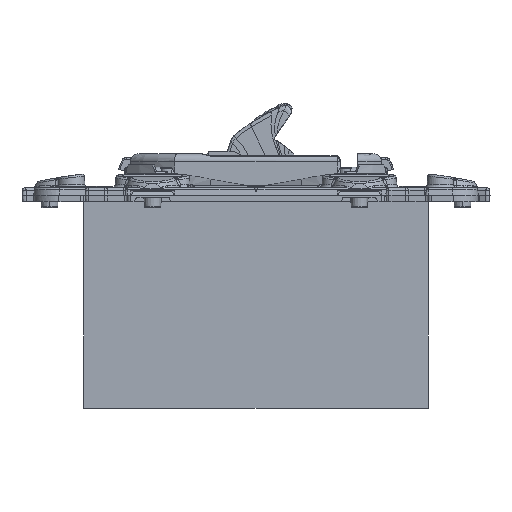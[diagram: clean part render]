
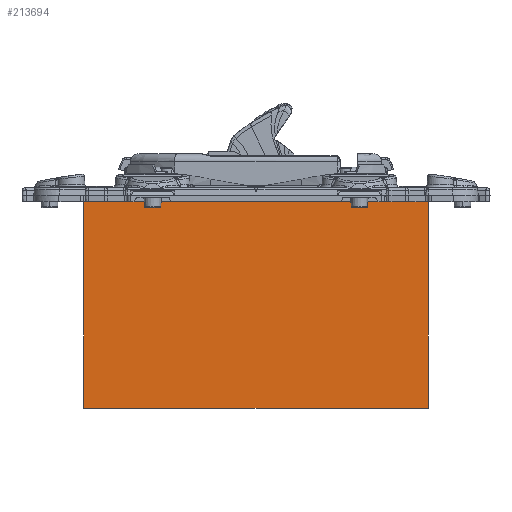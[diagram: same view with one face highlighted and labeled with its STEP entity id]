
A CAD part, left-side view. The second image highlights one B-rep face of the part: STEP entity #213694.
In plain terms, the highlighted planar face has unit normal (-1, 0, 0).
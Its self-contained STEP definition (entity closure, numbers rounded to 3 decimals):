
#213667=AXIS2_PLACEMENT_3D('Plane Axis2P3D',#213664,#213665,#213666) ;
#9990=CARTESIAN_POINT('Vertex',(-27.5,9.38,0.)) ;
#9997=CARTESIAN_POINT('Vertex',(-27.5,4.117,0.)) ;
#11967=CARTESIAN_POINT('Line Origine',(-27.5,-11.692,0.)) ;
#11971=CARTESIAN_POINT('Vertex',(-27.5,-27.5,0.)) ;
#12007=CARTESIAN_POINT('Vertex',(-27.5,27.5,0.)) ;
#12010=CARTESIAN_POINT('Line Origine',(-27.5,18.44,0.)) ;
#213637=CARTESIAN_POINT('Vertex',(-27.5,27.5,-33.)) ;
#213640=CARTESIAN_POINT('Line Origine',(-27.5,27.5,-16.5)) ;
#213664=CARTESIAN_POINT('Axis2P3D Location',(-27.5,-27.5,0.)) ;
#213669=CARTESIAN_POINT('Line Origine',(-27.5,0.,-33.)) ;
#213673=CARTESIAN_POINT('Vertex',(-27.5,-27.5,-33.)) ;
#213676=CARTESIAN_POINT('Line Origine',(-27.5,-27.5,-16.5)) ;
#213681=CARTESIAN_POINT('Line Origine',(-27.5,6.749,0.)) ;
#11968=DIRECTION('Vector Direction',(0.,1.,0.)) ;
#12011=DIRECTION('Vector Direction',(0.,1.,0.)) ;
#213641=DIRECTION('Vector Direction',(0.,0.,-1.)) ;
#213665=DIRECTION('Axis2P3D Direction',(-1.,0.,0.)) ;
#213666=DIRECTION('Axis2P3D XDirection',(0.,1.,0.)) ;
#213670=DIRECTION('Vector Direction',(0.,1.,0.)) ;
#213677=DIRECTION('Vector Direction',(0.,0.,-1.)) ;
#213682=DIRECTION('Vector Direction',(0.,1.,0.)) ;
#11969=VECTOR('Line Direction',#11968,1.) ;
#12012=VECTOR('Line Direction',#12011,1.) ;
#213642=VECTOR('Line Direction',#213641,1.) ;
#213671=VECTOR('Line Direction',#213670,1.) ;
#213678=VECTOR('Line Direction',#213677,1.) ;
#213683=VECTOR('Line Direction',#213682,1.) ;
#213687=ORIENTED_EDGE('',*,*,#213675,.T.) ;
#213688=ORIENTED_EDGE('',*,*,#213680,.F.) ;
#213689=ORIENTED_EDGE('',*,*,#11973,.F.) ;
#213690=ORIENTED_EDGE('',*,*,#213685,.F.) ;
#213691=ORIENTED_EDGE('',*,*,#12014,.F.) ;
#213692=ORIENTED_EDGE('',*,*,#213644,.T.) ;
#213694=ADVANCED_FACE('PartBody',(#213693),#213668,.T.) ;
#11973=EDGE_CURVE('',#9998,#11972,#11970,.F.) ;
#12014=EDGE_CURVE('',#12008,#9991,#12013,.F.) ;
#213644=EDGE_CURVE('',#12008,#213638,#213643,.T.) ;
#213675=EDGE_CURVE('',#213638,#213674,#213672,.F.) ;
#213680=EDGE_CURVE('',#11972,#213674,#213679,.T.) ;
#213685=EDGE_CURVE('',#9991,#9998,#213684,.F.) ;
#213686=EDGE_LOOP('',(#213687,#213688,#213689,#213690,#213691,#213692)) ;
#213693=FACE_OUTER_BOUND('',#213686,.T.) ;
#11970=LINE('Line',#11967,#11969) ;
#12013=LINE('Line',#12010,#12012) ;
#213643=LINE('Line',#213640,#213642) ;
#213672=LINE('Line',#213669,#213671) ;
#213679=LINE('Line',#213676,#213678) ;
#213684=LINE('Line',#213681,#213683) ;
#213668=PLANE('',#213667) ;
#9991=VERTEX_POINT('',#9990) ;
#9998=VERTEX_POINT('',#9997) ;
#11972=VERTEX_POINT('',#11971) ;
#12008=VERTEX_POINT('',#12007) ;
#213638=VERTEX_POINT('',#213637) ;
#213674=VERTEX_POINT('',#213673) ;
